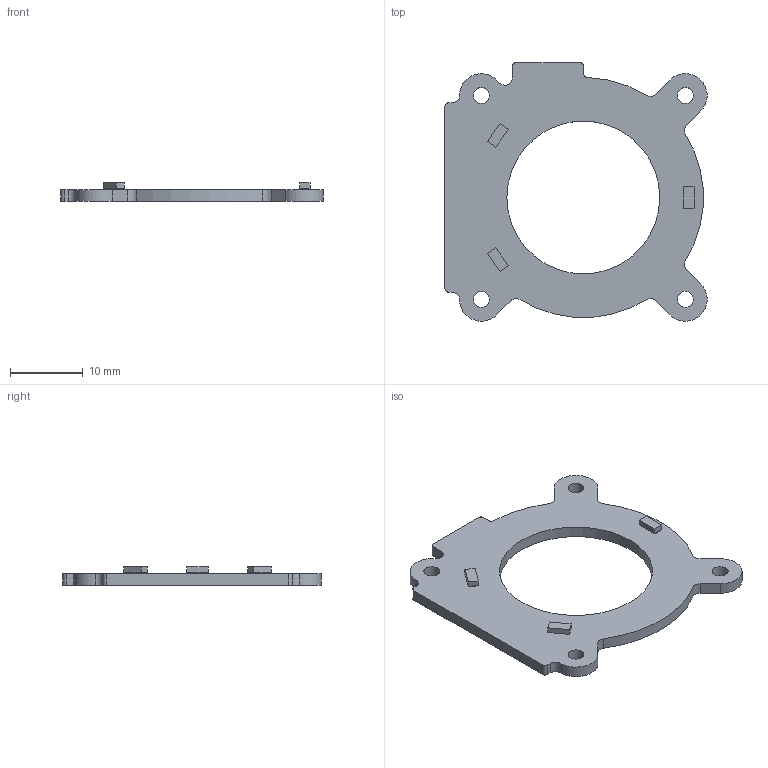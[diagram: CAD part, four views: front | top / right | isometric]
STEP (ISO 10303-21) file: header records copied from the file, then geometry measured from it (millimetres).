
FILE_DESCRIPTION(('KiCad electronic assembly'),'2;1');
FILE_NAME('pcb_middle.step','2022-10-24T19:47:09',('Pcbnew'),('Kicad'), 'Open CASCADE STEP processor 7.6','KiCad to STEP converter','Unknown' );
FILE_SCHEMA(('AUTOMOTIVE_DESIGN { 1 0 10303 214 1 1 1 1 }'));
Length unit declared in the file: millimetre
Products named in the file (4): pcb_middle 1; 158301250; COMPOUND; pcb_middle PCB
Assembly tree (5 placements, depth 3):
  pcb_middle 1
    158301250  x3
      COMPOUND
    pcb_middle PCB
Bounding box: 35.99 x 35.5 x 2.55 mm (x, y, z)
Volume: 1216.8 mm3; surface area: 1948.1 mm2
Topology: 10 solids, 10 shells, 93 faces, 219 edges, 146 vertices
Faces by surface type: bspline 54, cylinder 25, plane 14
Full cylindrical faces by diameter (mm): 2.2 x4, 21 x1
Entity records: 3678 total; most frequent: CARTESIAN_POINT 764, DIRECTION 473, ORIENTED_EDGE 294, PCURVE 294, DEFINITIONAL_REPRESENTATION 294, LINE 233, VECTOR 233, EDGE_CURVE 147
